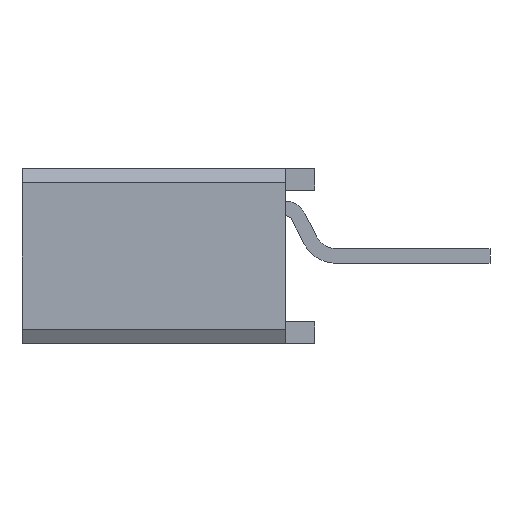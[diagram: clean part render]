
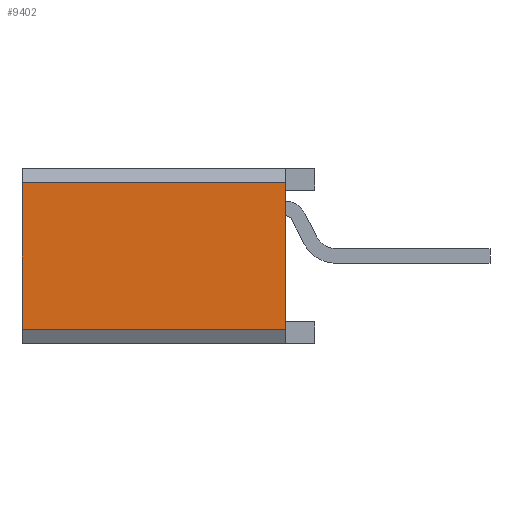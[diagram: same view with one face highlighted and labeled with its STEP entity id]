
A CAD part, left-side view. The second image highlights one B-rep face of the part: STEP entity #9402.
In plain terms, the highlighted planar face has unit normal (-1, 0, 0).
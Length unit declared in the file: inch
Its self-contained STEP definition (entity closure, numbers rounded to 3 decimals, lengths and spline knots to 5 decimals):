
#5692 = CARTESIAN_POINT ( 'NONE',  ( -0.25, -0.18, 0.05 ) ) ;
#5707 = LINE ( 'NONE', #5744, #5743 ) ;
#5728 = DIRECTION ( 'NONE',  ( 0., 1., 0. ) ) ;
#5729 = VECTOR ( 'NONE', #5728, 39.37008 ) ;
#5730 = CARTESIAN_POINT ( 'NONE',  ( -0.25, -0.2, 0.05 ) ) ;
#5731 = LINE ( 'NONE', #5730, #5729 ) ;
#5742 = DIRECTION ( 'NONE',  ( 0., 0., 1. ) ) ;
#5743 = VECTOR ( 'NONE', #5742, 39.37008 ) ;
#5744 = CARTESIAN_POINT ( 'NONE',  ( -0.25, 0., -0.06 ) ) ;
#5938 = PLANE ( 'NONE',  #5986 ) ;
#5939 = DIRECTION ( 'NONE',  ( 0., 1., 0. ) ) ;
#5940 = VECTOR ( 'NONE', #5939, 39.37008 ) ;
#5941 = CARTESIAN_POINT ( 'NONE',  ( -0.25, -0.2, -0.05 ) ) ;
#5947 = CARTESIAN_POINT ( 'NONE',  ( -0.25, -0.18, -0.05 ) ) ;
#5949 = FACE_OUTER_BOUND ( 'NONE', #9397, .T. ) ;
#5951 = CARTESIAN_POINT ( 'NONE',  ( -0.25, 0., -0.05 ) ) ;
#5958 = LINE ( 'NONE', #5941, #5940 ) ;
#5974 = DIRECTION ( 'NONE',  ( 0., 0., -1. ) ) ;
#5975 = VECTOR ( 'NONE', #5974, 39.37008 ) ;
#5976 = CARTESIAN_POINT ( 'NONE',  ( -0.25, -0.18, -0.045 ) ) ;
#5977 = LINE ( 'NONE', #5976, #5975 ) ;
#5982 = CARTESIAN_POINT ( 'NONE',  ( -0.25, 0., 0.05 ) ) ;
#5983 = DIRECTION ( 'NONE',  ( 0., 0., 1. ) ) ;
#5984 = DIRECTION ( 'NONE',  ( -1., 0., 0. ) ) ;
#5985 = CARTESIAN_POINT ( 'NONE',  ( -0.25, -0.2, -0.06 ) ) ;
#5986 = AXIS2_PLACEMENT_3D ( 'NONE', #5985, #5984, #5983 ) ;
#9332 = EDGE_CURVE ( 'NONE', #9401, #9403, #5707, .T. ) ;
#9335 = VERTEX_POINT ( 'NONE', #5692 ) ;
#9336 = ORIENTED_EDGE ( 'NONE', *, *, #9337, .T. ) ;
#9337 = EDGE_CURVE ( 'NONE', #9335, #9403, #5731, .T. ) ;
#9375 = ORIENTED_EDGE ( 'NONE', *, *, #9332, .F. ) ;
#9397 = EDGE_LOOP ( 'NONE', ( #9404, #9411, #9336, #9375 ) ) ;
#9400 = EDGE_CURVE ( 'NONE', #9406, #9401, #5958, .T. ) ;
#9401 = VERTEX_POINT ( 'NONE', #5951 ) ;
#9402 = ADVANCED_FACE ( 'NONE', ( #5949 ), #5938, .T. ) ;
#9403 = VERTEX_POINT ( 'NONE', #5982 ) ;
#9404 = ORIENTED_EDGE ( 'NONE', *, *, #9400, .F. ) ;
#9405 = EDGE_CURVE ( 'NONE', #9335, #9406, #5977, .T. ) ;
#9406 = VERTEX_POINT ( 'NONE', #5947 ) ;
#9411 = ORIENTED_EDGE ( 'NONE', *, *, #9405, .F. ) ;
